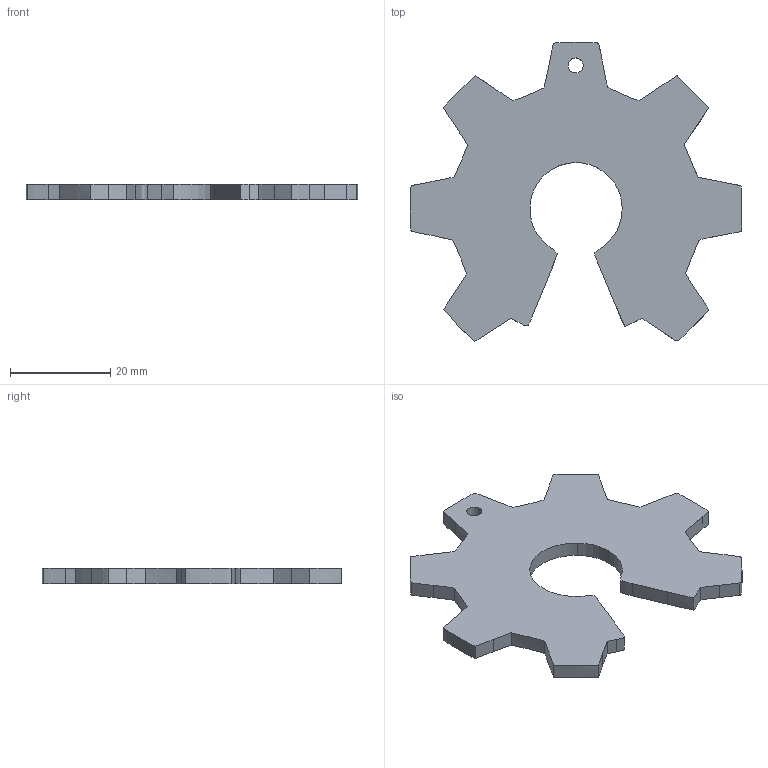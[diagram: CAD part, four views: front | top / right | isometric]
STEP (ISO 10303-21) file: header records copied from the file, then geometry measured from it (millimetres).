
FILE_DESCRIPTION(('FreeCAD Model'),'2;1');
FILE_NAME('OpenHw.step', '2015-02-17T00:50:07',('FreeCAD'),('FreeCAD'), 'Open CASCADE STEP processor 6.7','FreeCAD','Unknown');
FILE_SCHEMA(('AUTOMOTIVE_DESIGN_CC2 { 1 2 10303 214 -1 1 5 4 }'));
Length unit declared in the file: millimetre
Products named in the file (1): openhw
Bounding box: 66.32 x 59.8 x 3 mm (x, y, z)
Volume: 6336.4 mm3; surface area: 5203.2 mm2
Topology: 1 solids, 1 shells, 64 faces, 186 edges, 124 vertices
Faces by surface type: bspline 64
Entity records: 4968 total; most frequent: CARTESIAN_POINT 2515, B_SPLINE_CURVE_WITH_KNOTS 554, ORIENTED_EDGE 372, PCURVE 372, DEFINITIONAL_REPRESENTATION 372, EDGE_CURVE 186, SURFACE_CURVE 185, VERTEX_POINT 124
